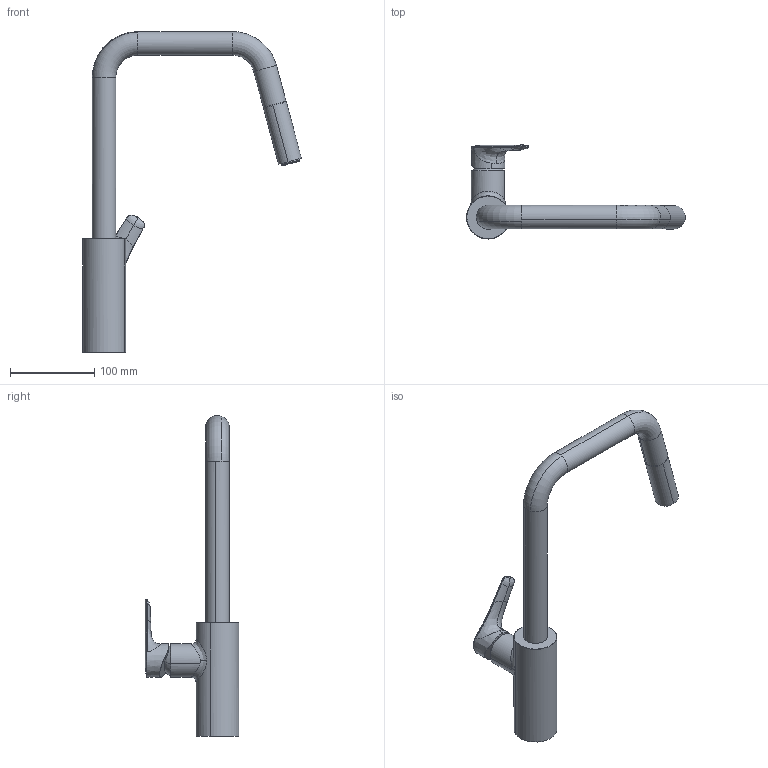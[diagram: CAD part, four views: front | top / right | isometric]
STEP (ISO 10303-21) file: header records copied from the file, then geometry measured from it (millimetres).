
FILE_DESCRIPTION(/* description */ ('AP214 STEP file'),/* implementation_level */ '2;1');
FILE_NAME(/* name */ '1012350000_out.stp',/* time_stamp */ '2023-07-10T07:07:04+02:00',/* author */ (''),/* organization */ (''),/* preprocessor_version */ 'ST-DEVELOPER v18.1',/* originating_system */ 'Elysium Co. Ltd. STEP Translator v8.3.0.0',/* authorisation */ '');
FILE_SCHEMA (('AUTOMOTIVE_DESIGN { 1 0 10303 214 3 1 1 }'));
Length unit declared in the file: millimetre
Products named in the file (1): 1012350000_extract
Bounding box: 259.69 x 111.51 x 380.88 mm (x, y, z)
Volume: 687159.8 mm3; surface area: 86203.5 mm2
Topology: 1 solids, 1 shells, 313 faces, 885 edges, 580 vertices
Faces by surface type: bspline 152, cylinder 71, torus 46, plane 33, cone 5, sphere 4, extrusion 2
Entity records: 37208 total; most frequent: CARTESIAN_POINT 27806, ORIENTED_EDGE 1770, STYLED_ITEM 1272, EDGE_CURVE 885, B_SPLINE_CURVE_WITH_KNOTS 640, VERTEX_POINT 580, DIRECTION 336, AXIS2_PLACEMENT_3D 321
